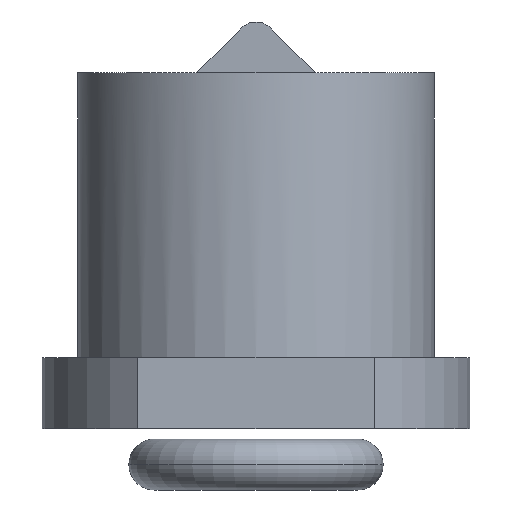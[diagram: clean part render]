
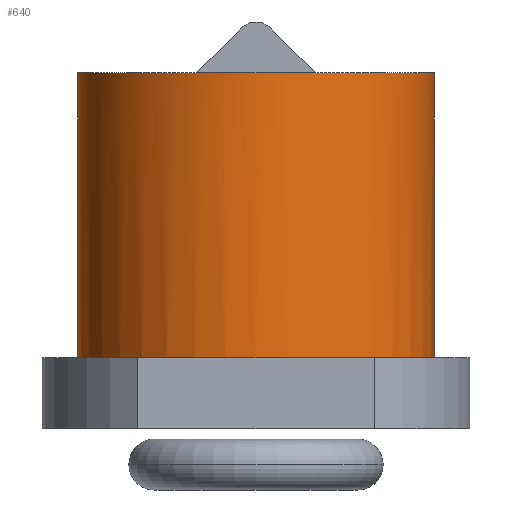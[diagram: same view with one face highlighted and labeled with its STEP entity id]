
A CAD part, front view. The second image highlights one B-rep face of the part: STEP entity #640.
In plain terms, the highlighted cylindrical face has radius 3.5 mm (diameter 7 mm), a partial arc.
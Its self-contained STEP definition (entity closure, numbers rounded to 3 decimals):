
#30 = VERTEX_POINT ( 'NONE', #811 ) ;
#89 = CIRCLE ( 'NONE', #555, 3.5 ) ;
#101 = CIRCLE ( 'NONE', #1273, 3.5 ) ;
#141 = EDGE_LOOP ( 'NONE', ( #226, #327, #321, #402, #1244 ) ) ;
#226 = ORIENTED_EDGE ( 'NONE', *, *, #641, .F. ) ;
#271 = LINE ( 'NONE', #590, #577 ) ;
#321 = ORIENTED_EDGE ( 'NONE', *, *, #1038, .T. ) ;
#325 = VERTEX_POINT ( 'NONE', #770 ) ;
#327 = ORIENTED_EDGE ( 'NONE', *, *, #449, .T. ) ;
#354 = FACE_OUTER_BOUND ( 'NONE', #141, .T. ) ;
#368 = EDGE_CURVE ( 'NONE', #325, #30, #89, .T. ) ;
#380 = VERTEX_POINT ( 'NONE', #1266 ) ;
#402 = ORIENTED_EDGE ( 'NONE', *, *, #926, .F. ) ;
#435 = DIRECTION ( 'NONE',  ( 0., 0., -1. ) ) ;
#436 = CYLINDRICAL_SURFACE ( 'NONE', #1024, 3.5 ) ;
#449 = EDGE_CURVE ( 'NONE', #845, #649, #696, .T. ) ;
#521 = DIRECTION ( 'NONE',  ( 0., 0., -1. ) ) ;
#555 = AXIS2_PLACEMENT_3D ( 'NONE', #1144, #965, #1103 ) ;
#556 = CARTESIAN_POINT ( 'NONE',  ( 0., 0., 0. ) ) ;
#561 = DIRECTION ( 'NONE',  ( 0., 0., -1. ) ) ;
#564 = VECTOR ( 'NONE', #561, 1000. ) ;
#571 = CARTESIAN_POINT ( 'NONE',  ( -3.5, 0., -0.7 ) ) ;
#577 = VECTOR ( 'NONE', #435, 1000. ) ;
#590 = CARTESIAN_POINT ( 'NONE',  ( 3.5, 0., -0.7 ) ) ;
#634 = CARTESIAN_POINT ( 'NONE',  ( -3.5, 0., 0. ) ) ;
#640 = ADVANCED_FACE ( 'NONE', ( #354 ), #436, .T. ) ;
#641 = EDGE_CURVE ( 'NONE', #845, #325, #271, .T. ) ;
#649 = VERTEX_POINT ( 'NONE', #634 ) ;
#678 = DIRECTION ( 'NONE',  ( -1., 0., 0. ) ) ;
#696 = CIRCLE ( 'NONE', #828, 3.5 ) ;
#762 = LINE ( 'NONE', #571, #564 ) ;
#768 = DIRECTION ( 'NONE',  ( -1., 0., 0. ) ) ;
#770 = CARTESIAN_POINT ( 'NONE',  ( 3.5, 0., -5.6 ) ) ;
#811 = CARTESIAN_POINT ( 'NONE',  ( 0., -3.5, -5.6 ) ) ;
#828 = AXIS2_PLACEMENT_3D ( 'NONE', #556, #521, #678 ) ;
#845 = VERTEX_POINT ( 'NONE', #872 ) ;
#872 = CARTESIAN_POINT ( 'NONE',  ( 3.5, 0., 0. ) ) ;
#926 = EDGE_CURVE ( 'NONE', #30, #380, #101, .T. ) ;
#948 = DIRECTION ( 'NONE',  ( -1., 0., 0. ) ) ;
#955 = DIRECTION ( 'NONE',  ( 0., 0., -1. ) ) ;
#959 = CARTESIAN_POINT ( 'NONE',  ( 0., 0., -5.6 ) ) ;
#965 = DIRECTION ( 'NONE',  ( 0., 0., -1. ) ) ;
#1024 = AXIS2_PLACEMENT_3D ( 'NONE', #1124, #1149, #768 ) ;
#1038 = EDGE_CURVE ( 'NONE', #649, #380, #762, .T. ) ;
#1103 = DIRECTION ( 'NONE',  ( -1., 0., 0. ) ) ;
#1124 = CARTESIAN_POINT ( 'NONE',  ( 0., 0., -0.7 ) ) ;
#1144 = CARTESIAN_POINT ( 'NONE',  ( 0., 0., -5.6 ) ) ;
#1149 = DIRECTION ( 'NONE',  ( 0., 0., -1. ) ) ;
#1244 = ORIENTED_EDGE ( 'NONE', *, *, #368, .F. ) ;
#1266 = CARTESIAN_POINT ( 'NONE',  ( -3.5, 0., -5.6 ) ) ;
#1273 = AXIS2_PLACEMENT_3D ( 'NONE', #959, #955, #948 ) ;
